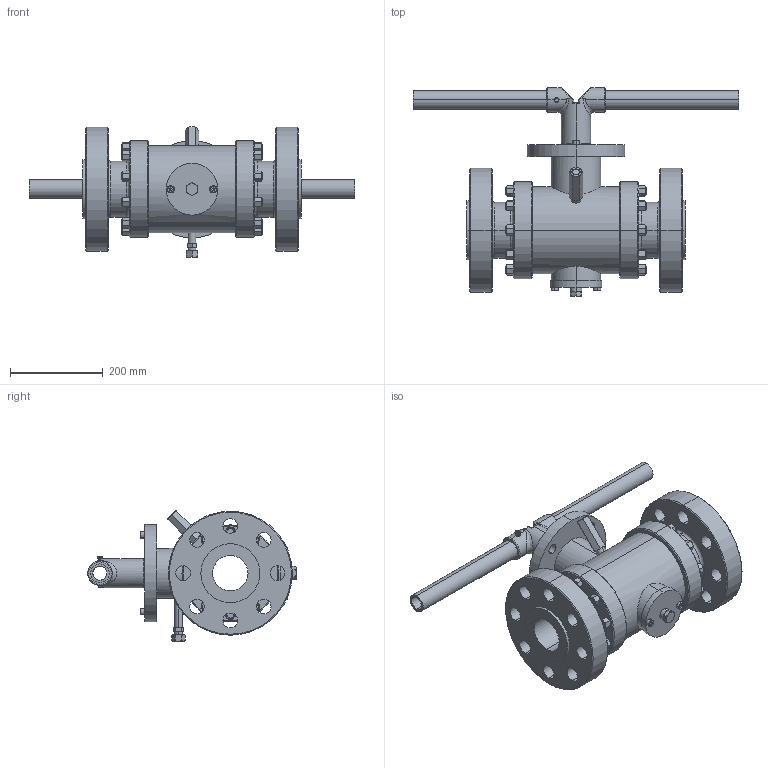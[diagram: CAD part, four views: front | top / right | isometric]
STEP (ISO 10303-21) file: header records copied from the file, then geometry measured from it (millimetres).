
FILE_DESCRIPTION (( 'STEP AP203' ), '1' );
FILE_NAME ('03-B2-1500-RF-B.STEP', '2026-03-20T22:06:00', ( 'hp' ), ( '' ), 'SwSTEP 2.0', 'SolidWorks 2022', '' );
FILE_SCHEMA (( 'CONFIG_CONTROL_DESIGN' ));
Length unit declared in the file: millimetre
Products named in the file (1): 03-B2-1500-RF-B
Bounding box: 700 x 449.12 x 282 mm (x, y, z)
Volume: 14353052.1 mm3; surface area: 1067280.5 mm2
Topology: 47 solids, 47 shells, 945 faces, 2083 edges, 1274 vertices
Faces by surface type: cone 349, plane 334, cylinder 230, torus 19, bspline 13
Entity records: 30758 total; most frequent: CARTESIAN_POINT 10518, ORIENTED_EDGE 4158, DIRECTION 4120, EDGE_CURVE 2079, AXIS2_PLACEMENT_3D 1780, VERTEX_POINT 1274, EDGE_LOOP 1077, FACE_OUTER_BOUND 945
